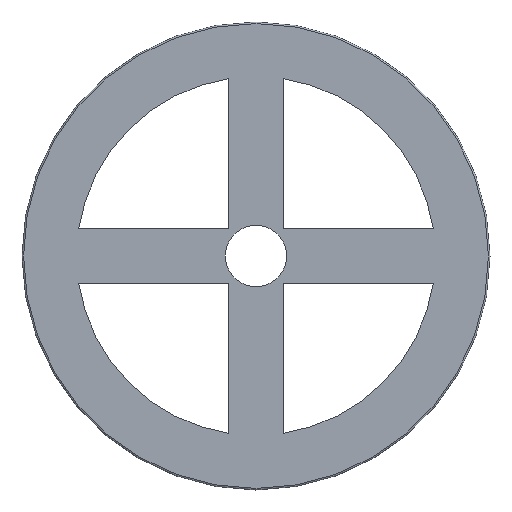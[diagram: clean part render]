
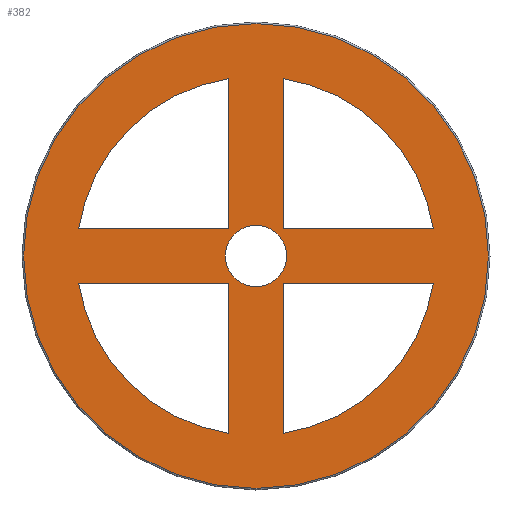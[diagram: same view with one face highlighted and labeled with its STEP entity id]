
A CAD part, front view. The second image highlights one B-rep face of the part: STEP entity #382.
In plain terms, the highlighted planar face has unit normal (0, -1, 0).
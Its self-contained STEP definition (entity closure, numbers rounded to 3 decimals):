
#15=FACE_BOUND('',#70,.T.);
#16=FACE_BOUND('',#71,.T.);
#17=FACE_BOUND('',#72,.T.);
#18=FACE_BOUND('',#73,.T.);
#19=FACE_BOUND('',#74,.T.);
#35=PLANE('',#437);
#51=FACE_OUTER_BOUND('',#69,.T.);
#69=EDGE_LOOP('',(#319,#320));
#70=EDGE_LOOP('',(#321,#322,#323));
#71=EDGE_LOOP('',(#324,#325,#326));
#72=EDGE_LOOP('',(#327,#328,#329));
#73=EDGE_LOOP('',(#330,#331,#332));
#74=EDGE_LOOP('',(#333));
#85=LINE('',#573,#115);
#88=LINE('',#578,#118);
#90=LINE('',#583,#120);
#94=LINE('',#591,#124);
#97=LINE('',#601,#127);
#101=LINE('',#609,#131);
#106=LINE('',#627,#136);
#109=LINE('',#632,#139);
#115=VECTOR('',#459,10.);
#118=VECTOR('',#464,10.);
#120=VECTOR('',#468,10.);
#124=VECTOR('',#474,10.);
#127=VECTOR('',#485,10.);
#131=VECTOR('',#491,10.);
#136=VECTOR('',#510,10.);
#139=VECTOR('',#515,10.);
#143=CIRCLE('',#407,115.);
#145=CIRCLE('',#414,115.);
#147=CIRCLE('',#419,115.);
#149=CIRCLE('',#422,115.);
#153=CIRCLE('',#429,149.);
#154=CIRCLE('',#430,149.);
#160=CIRCLE('',#438,19.625);
#166=VERTEX_POINT('',#563);
#167=VERTEX_POINT('',#564);
#170=VERTEX_POINT('',#572);
#172=VERTEX_POINT('',#581);
#173=VERTEX_POINT('',#582);
#176=VERTEX_POINT('',#590);
#178=VERTEX_POINT('',#599);
#179=VERTEX_POINT('',#600);
#182=VERTEX_POINT('',#608);
#184=VERTEX_POINT('',#617);
#185=VERTEX_POINT('',#618);
#188=VERTEX_POINT('',#626);
#192=VERTEX_POINT('',#638);
#193=VERTEX_POINT('',#640);
#198=VERTEX_POINT('',#655);
#203=EDGE_CURVE('',#166,#167,#143,.T.);
#207=EDGE_CURVE('',#170,#166,#85,.T.);
#210=EDGE_CURVE('',#167,#170,#88,.T.);
#212=EDGE_CURVE('',#172,#173,#90,.T.);
#216=EDGE_CURVE('',#176,#172,#94,.T.);
#219=EDGE_CURVE('',#173,#176,#145,.T.);
#221=EDGE_CURVE('',#178,#179,#97,.T.);
#225=EDGE_CURVE('',#182,#178,#101,.T.);
#228=EDGE_CURVE('',#179,#182,#147,.T.);
#230=EDGE_CURVE('',#184,#185,#149,.T.);
#234=EDGE_CURVE('',#188,#184,#106,.T.);
#237=EDGE_CURVE('',#185,#188,#109,.T.);
#241=EDGE_CURVE('',#192,#193,#153,.T.);
#242=EDGE_CURVE('',#193,#192,#154,.T.);
#249=EDGE_CURVE('',#198,#198,#160,.T.);
#319=ORIENTED_EDGE('',*,*,#242,.F.);
#320=ORIENTED_EDGE('',*,*,#241,.F.);
#321=ORIENTED_EDGE('',*,*,#203,.T.);
#322=ORIENTED_EDGE('',*,*,#210,.T.);
#323=ORIENTED_EDGE('',*,*,#207,.T.);
#324=ORIENTED_EDGE('',*,*,#212,.T.);
#325=ORIENTED_EDGE('',*,*,#219,.T.);
#326=ORIENTED_EDGE('',*,*,#216,.T.);
#327=ORIENTED_EDGE('',*,*,#221,.T.);
#328=ORIENTED_EDGE('',*,*,#228,.T.);
#329=ORIENTED_EDGE('',*,*,#225,.T.);
#330=ORIENTED_EDGE('',*,*,#230,.T.);
#331=ORIENTED_EDGE('',*,*,#237,.T.);
#332=ORIENTED_EDGE('',*,*,#234,.T.);
#333=ORIENTED_EDGE('',*,*,#249,.T.);
#382=ADVANCED_FACE('',(#51,#15,#16,#17,#18,#19),#35,.F.);
#407=AXIS2_PLACEMENT_3D('',#565,#451,#452);
#414=AXIS2_PLACEMENT_3D('',#596,#479,#480);
#419=AXIS2_PLACEMENT_3D('',#614,#496,#497);
#422=AXIS2_PLACEMENT_3D('',#619,#502,#503);
#429=AXIS2_PLACEMENT_3D('',#641,#523,#524);
#430=AXIS2_PLACEMENT_3D('',#642,#525,#526);
#437=AXIS2_PLACEMENT_3D('',#654,#540,#541);
#438=AXIS2_PLACEMENT_3D('',#656,#542,#543);
#451=DIRECTION('center_axis',(0.,1.,0.));
#452=DIRECTION('ref_axis',(1.,0.,0.));
#459=DIRECTION('',(-1.,0.,0.));
#464=DIRECTION('',(0.,0.,-1.));
#468=DIRECTION('',(0.,0.,-1.));
#474=DIRECTION('',(1.,0.,0.));
#479=DIRECTION('center_axis',(0.,1.,0.));
#480=DIRECTION('ref_axis',(1.,0.,0.));
#485=DIRECTION('',(0.,0.,1.));
#491=DIRECTION('',(-1.,0.,0.));
#496=DIRECTION('center_axis',(0.,1.,0.));
#497=DIRECTION('ref_axis',(1.,0.,0.));
#502=DIRECTION('center_axis',(0.,1.,0.));
#503=DIRECTION('ref_axis',(1.,0.,0.));
#510=DIRECTION('',(1.,0.,0.));
#515=DIRECTION('',(0.,0.,1.));
#523=DIRECTION('center_axis',(0.,1.,0.));
#524=DIRECTION('ref_axis',(1.,0.,0.));
#525=DIRECTION('center_axis',(0.,1.,0.));
#526=DIRECTION('ref_axis',(1.,0.,0.));
#540=DIRECTION('center_axis',(0.,1.,0.));
#541=DIRECTION('ref_axis',(0.,0.,1.));
#542=DIRECTION('center_axis',(0.,1.,0.));
#543=DIRECTION('ref_axis',(1.,0.,0.));
#563=CARTESIAN_POINT('',(-113.661,0.,17.5));
#564=CARTESIAN_POINT('',(-17.5,0.,113.661));
#565=CARTESIAN_POINT('Origin',(0.,0.,0.));
#572=CARTESIAN_POINT('',(-17.5,0.,17.5));
#573=CARTESIAN_POINT('',(-8.75,0.,17.5));
#578=CARTESIAN_POINT('',(-17.5,0.,56.83));
#581=CARTESIAN_POINT('',(-17.5,0.,-17.5));
#582=CARTESIAN_POINT('',(-17.5,0.,-113.661));
#583=CARTESIAN_POINT('',(-17.5,0.,-8.75));
#590=CARTESIAN_POINT('',(-113.661,0.,-17.5));
#591=CARTESIAN_POINT('',(-56.83,0.,-17.5));
#596=CARTESIAN_POINT('Origin',(0.,0.,0.));
#599=CARTESIAN_POINT('',(17.5,0.,17.5));
#600=CARTESIAN_POINT('',(17.5,0.,113.661));
#601=CARTESIAN_POINT('',(17.5,0.,8.75));
#608=CARTESIAN_POINT('',(113.661,0.,17.5));
#609=CARTESIAN_POINT('',(56.83,0.,17.5));
#614=CARTESIAN_POINT('Origin',(0.,0.,0.));
#617=CARTESIAN_POINT('',(113.661,0.,-17.5));
#618=CARTESIAN_POINT('',(17.5,0.,-113.661));
#619=CARTESIAN_POINT('Origin',(0.,0.,0.));
#626=CARTESIAN_POINT('',(17.5,0.,-17.5));
#627=CARTESIAN_POINT('',(8.75,0.,-17.5));
#632=CARTESIAN_POINT('',(17.5,0.,-56.83));
#638=CARTESIAN_POINT('',(0.,0.,-149.));
#640=CARTESIAN_POINT('',(-149.,0.,0.));
#641=CARTESIAN_POINT('Origin',(0.,0.,0.));
#642=CARTESIAN_POINT('Origin',(0.,0.,0.));
#654=CARTESIAN_POINT('Origin',(0.,0.,0.));
#655=CARTESIAN_POINT('',(-19.625,0.,0.));
#656=CARTESIAN_POINT('Origin',(0.,0.,0.));
